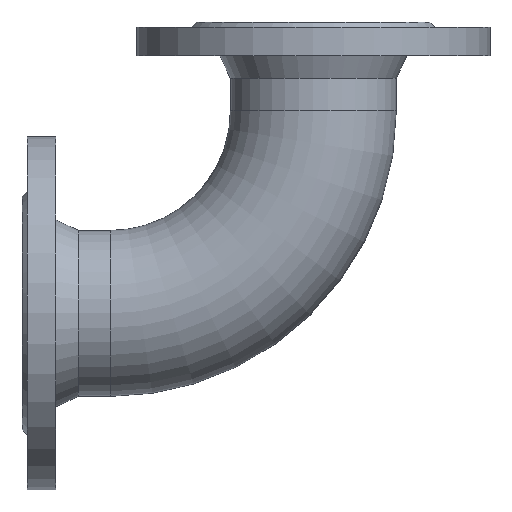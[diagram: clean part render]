
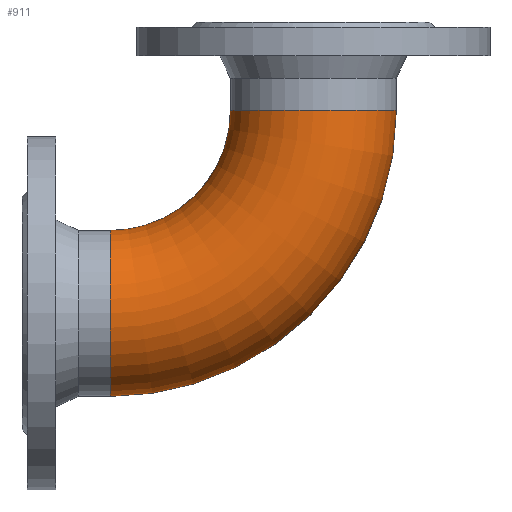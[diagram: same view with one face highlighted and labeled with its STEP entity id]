
A CAD part, left-side view. The second image highlights one B-rep face of the part: STEP entity #911.
In plain terms, the highlighted toroidal (fillet/blend) face has major radius 115 mm and minor radius 47 mm.
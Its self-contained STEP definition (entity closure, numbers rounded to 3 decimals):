
#24 = AXIS2_PLACEMENT_3D ( 'NONE', #465, #466, #467 ) ;
#33 = AXIS2_PLACEMENT_3D ( 'NONE', #493, #494, #495 ) ;
#72 = AXIS2_PLACEMENT_3D ( 'NONE', #622, #621, #623 ) ;
#122 = EDGE_LOOP ( 'NONE', ( #941 ) ) ;
#124 = EDGE_LOOP ( 'NONE', ( #942 ) ) ;
#198 = CIRCLE ( 'NONE', #24, 47. ) ;
#207 = CIRCLE ( 'NONE', #33, 47. ) ;
#333 = TOROIDAL_SURFACE ( 'NONE', #72, 115., 47. ) ;
#336 = FACE_OUTER_BOUND ( 'NONE', #122, .T. ) ;
#339 = FACE_OUTER_BOUND ( 'NONE', #124, .T. ) ;
#374 = VERTEX_POINT ( 'NONE', #679 ) ;
#383 = VERTEX_POINT ( 'NONE', #688 ) ;
#465 = CARTESIAN_POINT ( 'NONE',  ( 0., 0., -47. ) ) ;
#466 = DIRECTION ( 'NONE',  ( 0., 0., -1. ) ) ;
#467 = DIRECTION ( 'NONE',  ( 1., 0., 0. ) ) ;
#493 = CARTESIAN_POINT ( 'NONE',  ( 0., 115., -162. ) ) ;
#494 = DIRECTION ( 'NONE',  ( 0., 1., 0. ) ) ;
#495 = DIRECTION ( 'NONE',  ( 1., 0., 0. ) ) ;
#621 = DIRECTION ( 'NONE',  ( 1., 0., 0. ) ) ;
#622 = CARTESIAN_POINT ( 'NONE',  ( 0., 115., -47. ) ) ;
#623 = DIRECTION ( 'NONE',  ( 0., 0., -1. ) ) ;
#679 = CARTESIAN_POINT ( 'NONE',  ( 47., 0., -47. ) ) ;
#688 = CARTESIAN_POINT ( 'NONE',  ( 47., 115., -162. ) ) ;
#859 = EDGE_CURVE ( 'NONE', #374, #374, #198, .T. ) ;
#869 = EDGE_CURVE ( 'NONE', #383, #383, #207, .T. ) ;
#911 = ADVANCED_FACE ( 'NONE', ( #336, #339 ), #333, .T. ) ;
#941 = ORIENTED_EDGE ( 'NONE', *, *, #859, .T. ) ;
#942 = ORIENTED_EDGE ( 'NONE', *, *, #869, .F. ) ;
